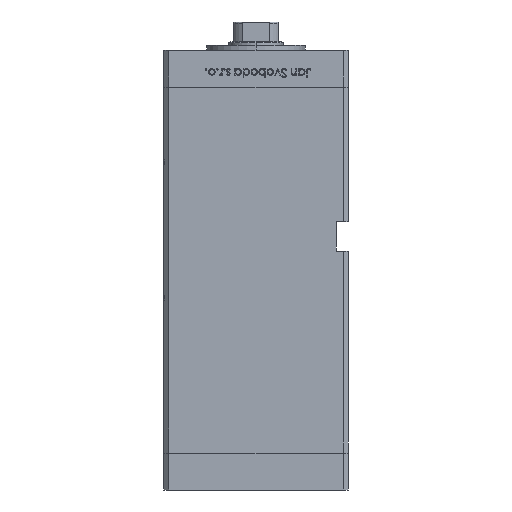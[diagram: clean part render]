
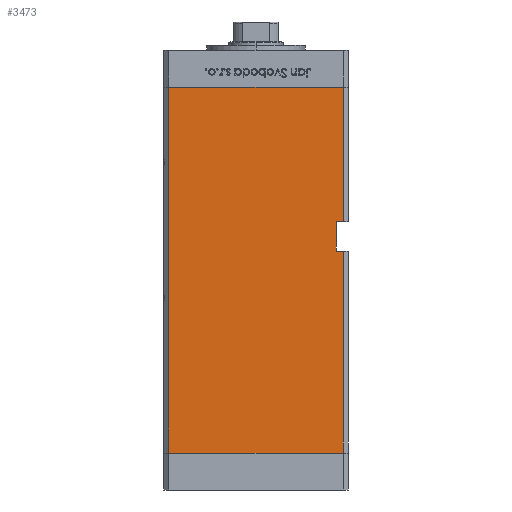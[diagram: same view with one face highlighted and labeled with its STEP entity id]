
A CAD part, left-side view. The second image highlights one B-rep face of the part: STEP entity #3473.
In plain terms, the highlighted planar face has unit normal (-1, 0, 0).
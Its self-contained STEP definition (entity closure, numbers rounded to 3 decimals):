
#180 = VERTEX_POINT ( 'NONE', #26954 ) ;
#317 = CARTESIAN_POINT ( 'NONE',  ( -42.5, -32.5, 94. ) ) ;
#489 = ORIENTED_EDGE ( 'NONE', *, *, #3922, .T. ) ;
#1890 = DIRECTION ( 'NONE',  ( 1., 0., 0. ) ) ;
#2088 = EDGE_CURVE ( 'NONE', #10630, #41851, #11859, .T. ) ;
#2447 = EDGE_CURVE ( 'NONE', #2821, #38272, #40924, .T. ) ;
#2619 = CARTESIAN_POINT ( 'NONE',  ( -42.5, 35.5, 148.5 ) ) ;
#2821 = VERTEX_POINT ( 'NONE', #14759 ) ;
#3473 = ADVANCED_FACE ( 'NONE', ( #29895 ), #12672, .F. ) ;
#3922 = EDGE_CURVE ( 'NONE', #180, #25472, #23066, .T. ) ;
#4136 = CARTESIAN_POINT ( 'NONE',  ( -42.5, -32.5, 82. ) ) ;
#5165 = LINE ( 'NONE', #14261, #50991 ) ;
#6553 = VECTOR ( 'NONE', #45643, 1000. ) ;
#7459 = DIRECTION ( 'NONE',  ( 0., 0., -1. ) ) ;
#8168 = DIRECTION ( 'NONE',  ( 0., -1., 0. ) ) ;
#9037 = CARTESIAN_POINT ( 'NONE',  ( -42.5, -35.5, 0. ) ) ;
#9050 = ORIENTED_EDGE ( 'NONE', *, *, #42704, .F. ) ;
#9347 = AXIS2_PLACEMENT_3D ( 'NONE', #29103, #1890, #39005 ) ;
#10630 = VERTEX_POINT ( 'NONE', #47054 ) ;
#11859 = LINE ( 'NONE', #36100, #18758 ) ;
#12672 = PLANE ( 'NONE',  #9347 ) ;
#13603 = VECTOR ( 'NONE', #44966, 1000. ) ;
#14261 = CARTESIAN_POINT ( 'NONE',  ( -42.5, 35.5, 0. ) ) ;
#14759 = CARTESIAN_POINT ( 'NONE',  ( -42.5, -32.5, 94. ) ) ;
#15833 = ORIENTED_EDGE ( 'NONE', *, *, #41931, .T. ) ;
#16461 = CARTESIAN_POINT ( 'NONE',  ( -42.5, -35.5, 94. ) ) ;
#18758 = VECTOR ( 'NONE', #39325, 1000. ) ;
#19092 = CARTESIAN_POINT ( 'NONE',  ( -42.5, -35.5, 148.5 ) ) ;
#19139 = EDGE_CURVE ( 'NONE', #25472, #41851, #5165, .T. ) ;
#19843 = ORIENTED_EDGE ( 'NONE', *, *, #2088, .F. ) ;
#20886 = CARTESIAN_POINT ( 'NONE',  ( -42.5, -32.5, 94. ) ) ;
#21179 = EDGE_LOOP ( 'NONE', ( #19843, #39744, #47871, #15833, #9050, #39202, #489, #52288 ) ) ;
#22054 = EDGE_CURVE ( 'NONE', #38272, #10630, #23789, .T. ) ;
#23066 = LINE ( 'NONE', #2619, #46341 ) ;
#23789 = LINE ( 'NONE', #4136, #43345 ) ;
#23898 = CARTESIAN_POINT ( 'NONE',  ( -42.5, 35.5, 0. ) ) ;
#24484 = CARTESIAN_POINT ( 'NONE',  ( -42.5, 35.5, 148.5 ) ) ;
#24636 = EDGE_CURVE ( 'NONE', #180, #51314, #49768, .T. ) ;
#24656 = VECTOR ( 'NONE', #39818, 1000. ) ;
#25018 = DIRECTION ( 'NONE',  ( 0., -1., 0. ) ) ;
#25472 = VERTEX_POINT ( 'NONE', #23898 ) ;
#26954 = CARTESIAN_POINT ( 'NONE',  ( -42.5, 35.5, 148.5 ) ) ;
#29103 = CARTESIAN_POINT ( 'NONE',  ( -42.5, 35.5, 148.5 ) ) ;
#29895 = FACE_OUTER_BOUND ( 'NONE', #21179, .T. ) ;
#33237 = VECTOR ( 'NONE', #25018, 1000. ) ;
#36100 = CARTESIAN_POINT ( 'NONE',  ( -42.5, -35.5, 148.5 ) ) ;
#38272 = VERTEX_POINT ( 'NONE', #52340 ) ;
#38743 = VERTEX_POINT ( 'NONE', #16461 ) ;
#39005 = DIRECTION ( 'NONE',  ( 0., 1., 0. ) ) ;
#39202 = ORIENTED_EDGE ( 'NONE', *, *, #24636, .F. ) ;
#39325 = DIRECTION ( 'NONE',  ( 0., 0., -1. ) ) ;
#39744 = ORIENTED_EDGE ( 'NONE', *, *, #22054, .F. ) ;
#39818 = DIRECTION ( 'NONE',  ( 0., 0., -1. ) ) ;
#40924 = LINE ( 'NONE', #317, #13603 ) ;
#41851 = VERTEX_POINT ( 'NONE', #9037 ) ;
#41931 = EDGE_CURVE ( 'NONE', #2821, #38743, #48147, .T. ) ;
#42704 = EDGE_CURVE ( 'NONE', #51314, #38743, #51137, .T. ) ;
#43345 = VECTOR ( 'NONE', #8168, 1000. ) ;
#44966 = DIRECTION ( 'NONE',  ( 0., 0., -1. ) ) ;
#45643 = DIRECTION ( 'NONE',  ( 0., -1., 0. ) ) ;
#46341 = VECTOR ( 'NONE', #7459, 1000. ) ;
#47054 = CARTESIAN_POINT ( 'NONE',  ( -42.5, -35.5, 82. ) ) ;
#47871 = ORIENTED_EDGE ( 'NONE', *, *, #2447, .F. ) ;
#48147 = LINE ( 'NONE', #20886, #6553 ) ;
#49768 = LINE ( 'NONE', #24484, #33237 ) ;
#50373 = DIRECTION ( 'NONE',  ( 0., -1., 0. ) ) ;
#50991 = VECTOR ( 'NONE', #50373, 1000. ) ;
#51137 = LINE ( 'NONE', #19092, #24656 ) ;
#51314 = VERTEX_POINT ( 'NONE', #52206 ) ;
#52206 = CARTESIAN_POINT ( 'NONE',  ( -42.5, -35.5, 148.5 ) ) ;
#52288 = ORIENTED_EDGE ( 'NONE', *, *, #19139, .T. ) ;
#52340 = CARTESIAN_POINT ( 'NONE',  ( -42.5, -32.5, 82. ) ) ;
